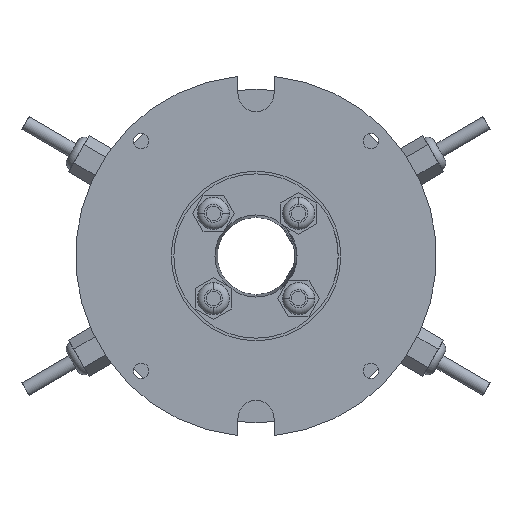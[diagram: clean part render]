
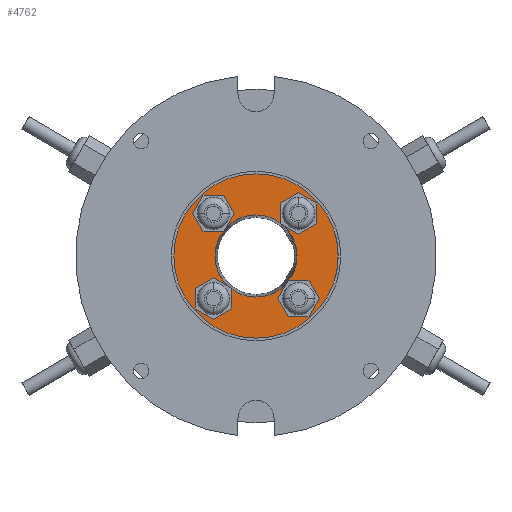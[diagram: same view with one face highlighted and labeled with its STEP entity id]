
A CAD part, left-side view. The second image highlights one B-rep face of the part: STEP entity #4762.
In plain terms, the highlighted planar face has unit normal (-1, 0, 0).
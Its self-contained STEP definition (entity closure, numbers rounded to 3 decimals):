
#43 = AXIS2_PLACEMENT_3D ( 'NONE', #4869, #1296, #5476 ) ;
#53 = EDGE_LOOP ( 'NONE', ( #5219, #6411 ) ) ;
#82 = DIRECTION ( 'NONE',  ( 1., 0., 0. ) ) ;
#136 = CARTESIAN_POINT ( 'NONE',  ( 0., 0., 0. ) ) ;
#251 = EDGE_LOOP ( 'NONE', ( #5441, #2839 ) ) ;
#363 = CIRCLE ( 'NONE', #5126, 10. ) ;
#386 = ORIENTED_EDGE ( 'NONE', *, *, #1612, .T. ) ;
#399 = DIRECTION ( 'NONE',  ( 1., 0., 0. ) ) ;
#430 = VERTEX_POINT ( 'NONE', #7420 ) ;
#440 = CARTESIAN_POINT ( 'NONE',  ( 0., 0., 0. ) ) ;
#449 = DIRECTION ( 'NONE',  ( 0., 0., -1. ) ) ;
#456 = DIRECTION ( 'NONE',  ( 1., 0., 0. ) ) ;
#473 = CIRCLE ( 'NONE', #6076, 22.75 ) ;
#606 = EDGE_CURVE ( 'NONE', #3973, #6743, #4746, .T. ) ;
#655 = CIRCLE ( 'NONE', #7385, 10. ) ;
#722 = ORIENTED_EDGE ( 'NONE', *, *, #2896, .T. ) ;
#749 = ORIENTED_EDGE ( 'NONE', *, *, #6705, .T. ) ;
#755 = DIRECTION ( 'NONE',  ( 0., 0., -1. ) ) ;
#780 = VERTEX_POINT ( 'NONE', #5936 ) ;
#858 = CARTESIAN_POINT ( 'NONE',  ( 0., 33.6, 23.6 ) ) ;
#994 = AXIS2_PLACEMENT_3D ( 'NONE', #6794, #2015, #6207 ) ;
#1033 = DIRECTION ( 'NONE',  ( 0., 0., -1. ) ) ;
#1066 = FACE_BOUND ( 'NONE', #1964, .T. ) ;
#1165 = CARTESIAN_POINT ( 'NONE',  ( 0., 0., -45.5 ) ) ;
#1296 = DIRECTION ( 'NONE',  ( 1., 0., 0. ) ) ;
#1400 = EDGE_CURVE ( 'NONE', #4090, #7603, #5671, .T. ) ;
#1427 = CARTESIAN_POINT ( 'NONE',  ( 0., -23.6, 23.6 ) ) ;
#1442 = EDGE_CURVE ( 'NONE', #4771, #7069, #6900, .T. ) ;
#1499 = ORIENTED_EDGE ( 'NONE', *, *, #6211, .T. ) ;
#1612 = EDGE_CURVE ( 'NONE', #3303, #5782, #7472, .T. ) ;
#1729 = DIRECTION ( 'NONE',  ( 1., 0., 0. ) ) ;
#1964 = EDGE_LOOP ( 'NONE', ( #4999, #386 ) ) ;
#2015 = DIRECTION ( 'NONE',  ( 1., 0., 0. ) ) ;
#2034 = DIRECTION ( 'NONE',  ( 0., 0., -1. ) ) ;
#2273 = AXIS2_PLACEMENT_3D ( 'NONE', #4019, #456, #4607 ) ;
#2360 = CARTESIAN_POINT ( 'NONE',  ( 0., 0., 45.5 ) ) ;
#2472 = FACE_OUTER_BOUND ( 'NONE', #53, .T. ) ;
#2651 = FACE_BOUND ( 'NONE', #4307, .T. ) ;
#2729 = AXIS2_PLACEMENT_3D ( 'NONE', #3956, #399, #4553 ) ;
#2832 = EDGE_CURVE ( 'NONE', #430, #3677, #5110, .T. ) ;
#2839 = ORIENTED_EDGE ( 'NONE', *, *, #3124, .T. ) ;
#2843 = FACE_BOUND ( 'NONE', #5702, .T. ) ;
#2896 = EDGE_CURVE ( 'NONE', #7603, #4090, #363, .T. ) ;
#2948 = CARTESIAN_POINT ( 'NONE',  ( 0., -23.6, -23.6 ) ) ;
#3124 = EDGE_CURVE ( 'NONE', #6439, #780, #6440, .T. ) ;
#3252 = CARTESIAN_POINT ( 'NONE',  ( 0., 23.6, 23.6 ) ) ;
#3260 = CARTESIAN_POINT ( 'NONE',  ( 0., 0., 0. ) ) ;
#3289 = CARTESIAN_POINT ( 'NONE',  ( 0., 23.6, -33.6 ) ) ;
#3303 = VERTEX_POINT ( 'NONE', #858 ) ;
#3549 = DIRECTION ( 'NONE',  ( 0., 1., 0. ) ) ;
#3652 = CARTESIAN_POINT ( 'NONE',  ( 0., 0., 0. ) ) ;
#3677 = VERTEX_POINT ( 'NONE', #3289 ) ;
#3851 = DIRECTION ( 'NONE',  ( 0., -1., 0. ) ) ;
#3857 = DIRECTION ( 'NONE',  ( 0., 0., -1. ) ) ;
#3956 = CARTESIAN_POINT ( 'NONE',  ( 0., 23.6, -23.6 ) ) ;
#3973 = VERTEX_POINT ( 'NONE', #1165 ) ;
#4010 = DIRECTION ( 'NONE',  ( 1., 0., 0. ) ) ;
#4019 = CARTESIAN_POINT ( 'NONE',  ( 0., 23.6, 23.6 ) ) ;
#4023 = ORIENTED_EDGE ( 'NONE', *, *, #1400, .T. ) ;
#4028 = AXIS2_PLACEMENT_3D ( 'NONE', #1427, #5621, #2034 ) ;
#4058 = FACE_BOUND ( 'NONE', #251, .T. ) ;
#4090 = VERTEX_POINT ( 'NONE', #4853 ) ;
#4240 = DIRECTION ( 'NONE',  ( 0., 0., -1. ) ) ;
#4307 = EDGE_LOOP ( 'NONE', ( #5909, #749 ) ) ;
#4310 = DIRECTION ( 'NONE',  ( 1., 0., 0. ) ) ;
#4399 = CARTESIAN_POINT ( 'NONE',  ( 0., 0., 22.75 ) ) ;
#4553 = DIRECTION ( 'NONE',  ( 0., 0., 1. ) ) ;
#4599 = DIRECTION ( 'NONE',  ( 1., 0., 0. ) ) ;
#4607 = DIRECTION ( 'NONE',  ( 0., -1., 0. ) ) ;
#4704 = AXIS2_PLACEMENT_3D ( 'NONE', #3252, #7443, #3851 ) ;
#4746 = CIRCLE ( 'NONE', #5825, 45.5 ) ;
#4762 = ADVANCED_FACE ( 'NONE', ( #5650, #1066, #2651, #4058, #2472, #2843 ), #5607, .F. ) ;
#4771 = VERTEX_POINT ( 'NONE', #4399 ) ;
#4815 = AXIS2_PLACEMENT_3D ( 'NONE', #3260, #7451, #3857 ) ;
#4853 = CARTESIAN_POINT ( 'NONE',  ( 0., -23.6, 33.6 ) ) ;
#4869 = CARTESIAN_POINT ( 'NONE',  ( 0., -23.6, -23.6 ) ) ;
#4903 = ORIENTED_EDGE ( 'NONE', *, *, #1442, .T. ) ;
#4999 = ORIENTED_EDGE ( 'NONE', *, *, #6452, .T. ) ;
#5020 = CARTESIAN_POINT ( 'NONE',  ( 0., -33.6, -23.6 ) ) ;
#5110 = CIRCLE ( 'NONE', #2729, 10. ) ;
#5126 = AXIS2_PLACEMENT_3D ( 'NONE', #7609, #4010, #449 ) ;
#5134 = CARTESIAN_POINT ( 'NONE',  ( 0., -23.6, 13.6 ) ) ;
#5219 = ORIENTED_EDGE ( 'NONE', *, *, #606, .F. ) ;
#5311 = CIRCLE ( 'NONE', #4704, 10. ) ;
#5316 = CARTESIAN_POINT ( 'NONE',  ( 0., 23.6, -23.6 ) ) ;
#5441 = ORIENTED_EDGE ( 'NONE', *, *, #7342, .T. ) ;
#5476 = DIRECTION ( 'NONE',  ( 0., 1., 0. ) ) ;
#5490 = CIRCLE ( 'NONE', #5725, 10. ) ;
#5607 = PLANE ( 'NONE',  #994 ) ;
#5621 = DIRECTION ( 'NONE',  ( 1., 0., 0. ) ) ;
#5650 = FACE_BOUND ( 'NONE', #7398, .T. ) ;
#5671 = CIRCLE ( 'NONE', #4028, 10. ) ;
#5702 = EDGE_LOOP ( 'NONE', ( #4903, #1499 ) ) ;
#5725 = AXIS2_PLACEMENT_3D ( 'NONE', #2948, #7148, #3549 ) ;
#5782 = VERTEX_POINT ( 'NONE', #7307 ) ;
#5825 = AXIS2_PLACEMENT_3D ( 'NONE', #440, #4599, #1033 ) ;
#5909 = ORIENTED_EDGE ( 'NONE', *, *, #2832, .T. ) ;
#5918 = DIRECTION ( 'NONE',  ( 0., 0., 1. ) ) ;
#5936 = CARTESIAN_POINT ( 'NONE',  ( 0., -13.6, -23.6 ) ) ;
#6076 = AXIS2_PLACEMENT_3D ( 'NONE', #3652, #82, #4240 ) ;
#6207 = DIRECTION ( 'NONE',  ( 0., 0., -1. ) ) ;
#6211 = EDGE_CURVE ( 'NONE', #7069, #4771, #473, .T. ) ;
#6411 = ORIENTED_EDGE ( 'NONE', *, *, #7416, .F. ) ;
#6439 = VERTEX_POINT ( 'NONE', #5020 ) ;
#6440 = CIRCLE ( 'NONE', #43, 10. ) ;
#6452 = EDGE_CURVE ( 'NONE', #5782, #3303, #5311, .T. ) ;
#6705 = EDGE_CURVE ( 'NONE', #3677, #430, #655, .T. ) ;
#6724 = CIRCLE ( 'NONE', #7735, 45.5 ) ;
#6743 = VERTEX_POINT ( 'NONE', #2360 ) ;
#6794 = CARTESIAN_POINT ( 'NONE',  ( 0., 0., 0. ) ) ;
#6843 = CARTESIAN_POINT ( 'NONE',  ( 0., 0., -22.75 ) ) ;
#6900 = CIRCLE ( 'NONE', #4815, 22.75 ) ;
#7069 = VERTEX_POINT ( 'NONE', #6843 ) ;
#7148 = DIRECTION ( 'NONE',  ( 1., 0., 0. ) ) ;
#7307 = CARTESIAN_POINT ( 'NONE',  ( 0., 13.6, 23.6 ) ) ;
#7342 = EDGE_CURVE ( 'NONE', #780, #6439, #5490, .T. ) ;
#7385 = AXIS2_PLACEMENT_3D ( 'NONE', #5316, #1729, #5918 ) ;
#7398 = EDGE_LOOP ( 'NONE', ( #722, #4023 ) ) ;
#7416 = EDGE_CURVE ( 'NONE', #6743, #3973, #6724, .T. ) ;
#7420 = CARTESIAN_POINT ( 'NONE',  ( 0., 23.6, -13.6 ) ) ;
#7443 = DIRECTION ( 'NONE',  ( 1., 0., 0. ) ) ;
#7451 = DIRECTION ( 'NONE',  ( 1., 0., 0. ) ) ;
#7472 = CIRCLE ( 'NONE', #2273, 10. ) ;
#7603 = VERTEX_POINT ( 'NONE', #5134 ) ;
#7609 = CARTESIAN_POINT ( 'NONE',  ( 0., -23.6, 23.6 ) ) ;
#7735 = AXIS2_PLACEMENT_3D ( 'NONE', #136, #4310, #755 ) ;
